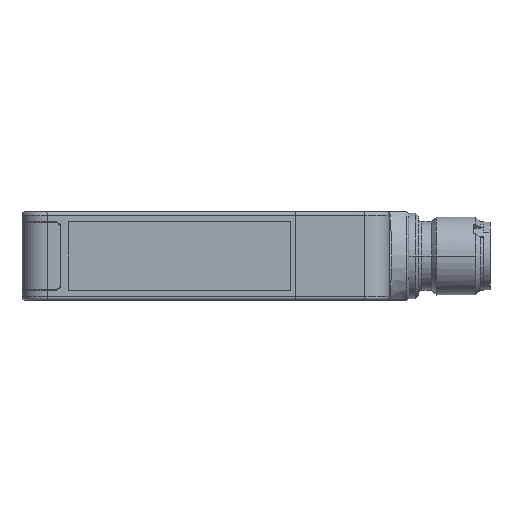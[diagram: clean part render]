
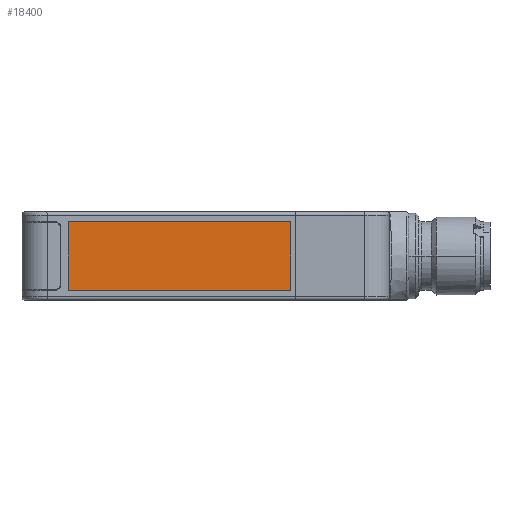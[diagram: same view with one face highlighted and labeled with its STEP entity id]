
A CAD part, left-side view. The second image highlights one B-rep face of the part: STEP entity #18400.
In plain terms, the highlighted planar face has unit normal (-1, -0.026, 0).
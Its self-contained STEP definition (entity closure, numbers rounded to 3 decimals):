
#5554=DIRECTION('',(0.,0.,1.));
#5555=VECTOR('',#5554,10.5);
#5556=CARTESIAN_POINT('',(-0.914,9.699,-5.25));
#5557=LINE('',#5556,#5555);
#5561=DIRECTION('',(0.026,-1.,0.));
#5562=VECTOR('',#5561,34.2);
#5563=CARTESIAN_POINT('',(-0.914,9.699,5.25));
#5564=LINE('',#5563,#5562);
#5568=DIRECTION('',(0.,0.,-1.));
#5569=VECTOR('',#5568,10.5);
#5570=CARTESIAN_POINT('',(-0.019,-24.489,5.25));
#5571=LINE('',#5570,#5569);
#5575=DIRECTION('',(-0.026,1.,0.));
#5576=VECTOR('',#5575,34.2);
#5577=CARTESIAN_POINT('',(-0.019,-24.489,-5.25));
#5578=LINE('',#5577,#5576);
#12998=CARTESIAN_POINT('',(-0.914,9.699,-5.25));
#12999=CARTESIAN_POINT('',(-0.914,9.699,5.25));
#13000=VERTEX_POINT('',#12998);
#13001=VERTEX_POINT('',#12999);
#13002=CARTESIAN_POINT('',(-0.019,-24.489,5.25));
#13003=VERTEX_POINT('',#13002);
#13004=CARTESIAN_POINT('',(-0.019,-24.489,-5.25));
#13005=VERTEX_POINT('',#13004);
#18389=CARTESIAN_POINT('',(-0.466,-7.395,0.));
#18390=DIRECTION('',(-1.,-0.026,0.));
#18391=DIRECTION('',(0.026,-1.,0.));
#18392=AXIS2_PLACEMENT_3D('',#18389,#18390,#18391);
#18393=PLANE('',#18392);
#18394=ORIENTED_EDGE('',*,*,#18339,.T.);
#18395=ORIENTED_EDGE('',*,*,#18355,.T.);
#18396=ORIENTED_EDGE('',*,*,#18369,.T.);
#18397=ORIENTED_EDGE('',*,*,#18382,.T.);
#18398=EDGE_LOOP('',(#18394,#18395,#18396,#18397));
#18399=FACE_OUTER_BOUND('',#18398,.F.);
#18400=ADVANCED_FACE('',(#18399),#18393,.T.);
#18339=EDGE_CURVE('',#13000,#13001,#5557,.T.);
#18355=EDGE_CURVE('',#13001,#13003,#5564,.T.);
#18369=EDGE_CURVE('',#13003,#13005,#5571,.T.);
#18382=EDGE_CURVE('',#13005,#13000,#5578,.T.);
